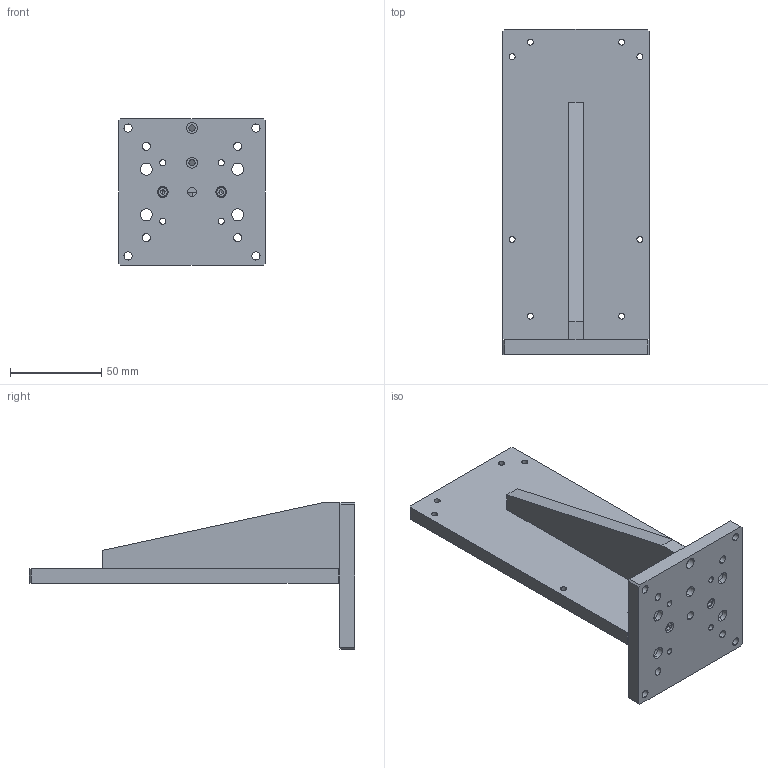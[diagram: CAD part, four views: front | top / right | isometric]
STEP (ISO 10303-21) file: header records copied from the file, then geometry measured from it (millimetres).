
FILE_DESCRIPTION (( 'STEP AP203' ), '1' );
FILE_NAME ('PHOB-A80C.step', '2019-05-08T10:22:41', ( '' ), ( '' ), 'SwSTEP 2.0', 'SolidWorks 2017', '' );
FILE_SCHEMA (( 'CONFIG_CONTROL_DESIGN' ));
Length unit declared in the file: millimetre
Products named in the file (1): PHOB-A80C
Bounding box: 80 x 178 x 80 mm (x, y, z)
Surface area: 56582.4 mm2 (no closed solid volume)
Topology: 0 solids, 18 shells, 237 faces, 952 edges, 713 vertices
Faces by surface type: plane 109, cylinder 100, cone 14, torus 14
Entity records: 10048 total; most frequent: CARTESIAN_POINT 1889, DIRECTION 1728, ORIENTED_EDGE 1422, EDGE_CURVE 938, VERTEX_POINT 713, LINE 624, VECTOR 624, AXIS2_PLACEMENT_3D 552
